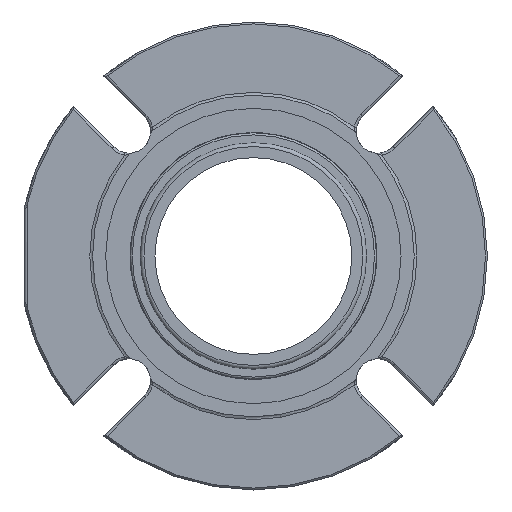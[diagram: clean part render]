
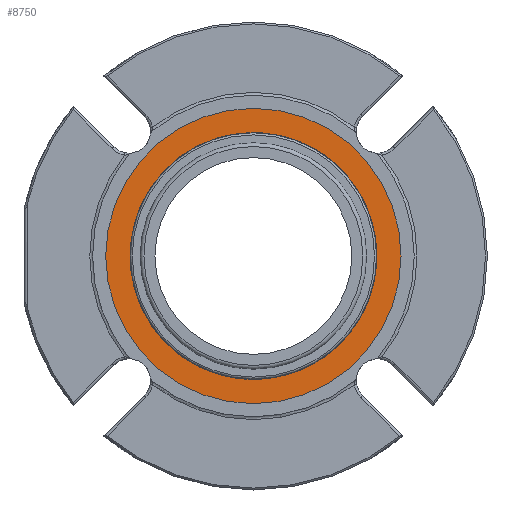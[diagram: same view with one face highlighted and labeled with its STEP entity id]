
A CAD part, front view. The second image highlights one B-rep face of the part: STEP entity #8750.
In plain terms, the highlighted planar face has unit normal (0, -1, 0).
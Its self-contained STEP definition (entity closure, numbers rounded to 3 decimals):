
#1597=PLANE('',#9345);
#1792=ORIENTED_EDGE('',*,*,#4547,.F.);
#1793=ORIENTED_EDGE('',*,*,#4546,.T.);
#4546=EDGE_CURVE('',#5929,#5929,#6805,.F.);
#4547=EDGE_CURVE('',#5930,#5930,#6806,.T.);
#5929=VERTEX_POINT('',#12832);
#5930=VERTEX_POINT('',#12835);
#6805=CIRCLE('',#9344,50.165);
#6806=CIRCLE('',#9346,60.033);
#7323=EDGE_LOOP('',(#1792));
#7324=EDGE_LOOP('',(#1793));
#7962=FACE_BOUND('',#7323,.T.);
#7963=FACE_BOUND('',#7324,.T.);
#8750=ADVANCED_FACE('',(#7962,#7963),#1597,.T.);
#9344=AXIS2_PLACEMENT_3D('',#12831,#10373,#10374);
#9345=AXIS2_PLACEMENT_3D('',#12833,#10375,#10376);
#9346=AXIS2_PLACEMENT_3D('',#12834,#10377,#10378);
#10373=DIRECTION('',(0.,-1.,0.));
#10374=DIRECTION('',(0.,0.,-1.));
#10375=DIRECTION('',(0.,-1.,0.));
#10376=DIRECTION('',(0.,0.,-1.));
#10377=DIRECTION('',(0.,1.,0.));
#10378=DIRECTION('',(0.,0.,1.));
#12831=CARTESIAN_POINT('',(0.,-35.865,0.));
#12832=CARTESIAN_POINT('',(0.,-35.865,-50.165));
#12833=CARTESIAN_POINT('',(0.,-35.865,60.033));
#12834=CARTESIAN_POINT('',(0.,-35.865,0.));
#12835=CARTESIAN_POINT('',(0.,-35.865,60.033));
